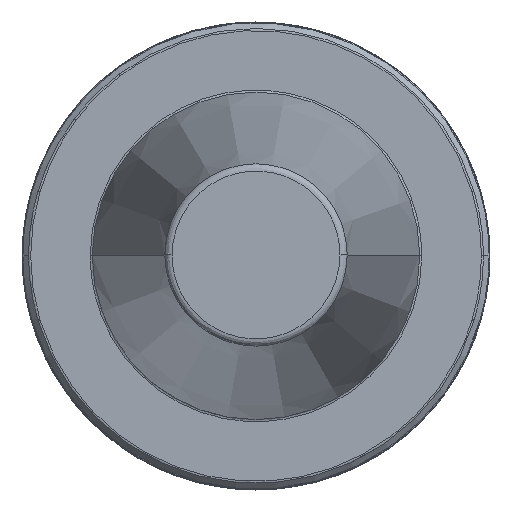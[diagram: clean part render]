
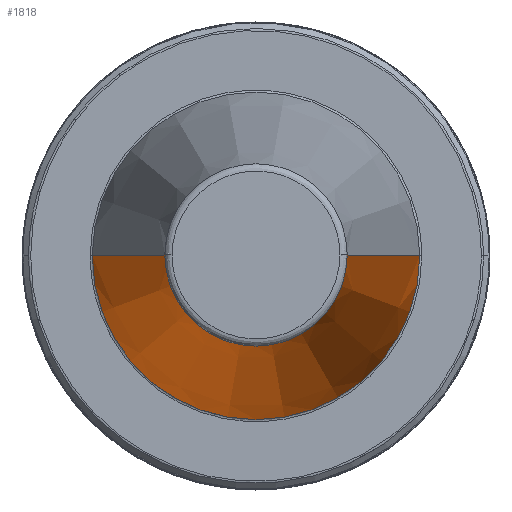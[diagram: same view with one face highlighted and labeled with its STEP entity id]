
A CAD part, top view. The second image highlights one B-rep face of the part: STEP entity #1818.
In plain terms, the highlighted conical face has half-angle 8.297 degrees and reference radius 22.225 mm.
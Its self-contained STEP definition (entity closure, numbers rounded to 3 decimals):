
#131 = VERTEX_POINT ( 'NONE', #1202 ) ;
#136 = VERTEX_POINT ( 'NONE', #1431 ) ;
#164 = VERTEX_POINT ( 'NONE', #1921 ) ;
#190 = DIRECTION ( 'NONE',  ( 0., 0., -1. ) ) ;
#315 = AXIS2_PLACEMENT_3D ( 'NONE', #1626, #190, #1853 ) ;
#377 = EDGE_LOOP ( 'NONE', ( #632, #704, #2807, #2465 ) ) ;
#478 = CARTESIAN_POINT ( 'NONE',  ( -22.225, 0., 0. ) ) ;
#632 = ORIENTED_EDGE ( 'NONE', *, *, #1724, .F. ) ;
#704 = ORIENTED_EDGE ( 'NONE', *, *, #2982, .T. ) ;
#727 = DIRECTION ( 'NONE',  ( 0., 0., -1. ) ) ;
#783 = CIRCLE ( 'NONE', #1890, 12.375 ) ;
#867 = LINE ( 'NONE', #478, #975 ) ;
#975 = VECTOR ( 'NONE', #985, 1000. ) ;
#985 = DIRECTION ( 'NONE',  ( -0.144, 0., -0.99 ) ) ;
#1191 = CIRCLE ( 'NONE', #315, 22.225 ) ;
#1202 = CARTESIAN_POINT ( 'NONE',  ( 22.225, 0., 0. ) ) ;
#1321 = CARTESIAN_POINT ( 'NONE',  ( 0., 0., 67.544 ) ) ;
#1407 = EDGE_CURVE ( 'NONE', #164, #1654, #867, .T. ) ;
#1431 = CARTESIAN_POINT ( 'NONE',  ( 12.375, 0., 67.544 ) ) ;
#1561 = DIRECTION ( 'NONE',  ( -1., 0., 0. ) ) ;
#1626 = CARTESIAN_POINT ( 'NONE',  ( 0., 0., 0. ) ) ;
#1654 = VERTEX_POINT ( 'NONE', #1885 ) ;
#1671 = DIRECTION ( 'NONE',  ( 0.144, 0., -0.99 ) ) ;
#1694 = DIRECTION ( 'NONE',  ( -1., 0., 0. ) ) ;
#1724 = EDGE_CURVE ( 'NONE', #136, #131, #1944, .T. ) ;
#1818 = ADVANCED_FACE ( 'NONE', ( #2194 ), #2451, .T. ) ;
#1853 = DIRECTION ( 'NONE',  ( 1., 0., 0. ) ) ;
#1885 = CARTESIAN_POINT ( 'NONE',  ( -22.225, 0., 0. ) ) ;
#1890 = AXIS2_PLACEMENT_3D ( 'NONE', #1321, #2878, #1561 ) ;
#1921 = CARTESIAN_POINT ( 'NONE',  ( -12.375, 0., 67.544 ) ) ;
#1944 = LINE ( 'NONE', #2981, #2774 ) ;
#2071 = EDGE_CURVE ( 'NONE', #131, #1654, #1191, .T. ) ;
#2194 = FACE_OUTER_BOUND ( 'NONE', #377, .T. ) ;
#2451 = CONICAL_SURFACE ( 'NONE', #2637, 22.225, 0.145 ) ;
#2465 = ORIENTED_EDGE ( 'NONE', *, *, #2071, .F. ) ;
#2637 = AXIS2_PLACEMENT_3D ( 'NONE', #2777, #727, #1694 ) ;
#2774 = VECTOR ( 'NONE', #1671, 1000. ) ;
#2777 = CARTESIAN_POINT ( 'NONE',  ( 0., 0., 0. ) ) ;
#2807 = ORIENTED_EDGE ( 'NONE', *, *, #1407, .T. ) ;
#2878 = DIRECTION ( 'NONE',  ( 0., 0., -1. ) ) ;
#2981 = CARTESIAN_POINT ( 'NONE',  ( 22.225, 0., 0. ) ) ;
#2982 = EDGE_CURVE ( 'NONE', #136, #164, #783, .T. ) ;
